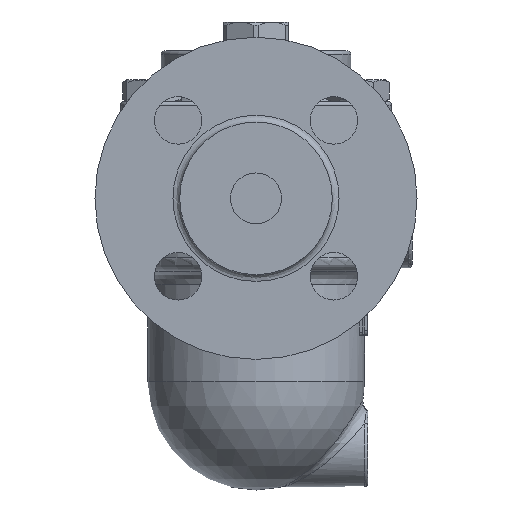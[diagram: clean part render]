
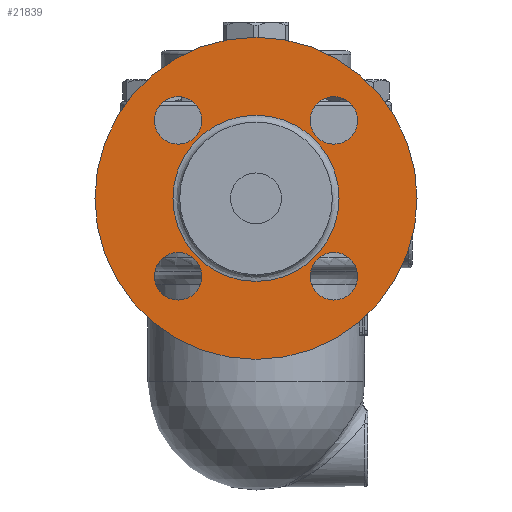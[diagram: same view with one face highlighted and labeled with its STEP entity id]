
A CAD part, left-side view. The second image highlights one B-rep face of the part: STEP entity #21839.
In plain terms, the highlighted planar face has unit normal (-1, 0, 0).
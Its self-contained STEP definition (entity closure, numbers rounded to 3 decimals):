
#21708=CARTESIAN_POINT('',(-70.,0.,44.));
#21709=VERTEX_POINT('',#21708);
#21710=CARTESIAN_POINT('',(-70.,0.0,-3.5));
#21711=DIRECTION('',(1.0,0.0,0.0));
#21712=DIRECTION('',(0.0,0.0,-1.0));
#21713=AXIS2_PLACEMENT_3D('',#21710,#21711,#21712);
#21714=CIRCLE('',#21713,47.5);
#21715=EDGE_CURVE('',#21709,#21709,#21714,.T.);
#21776=CARTESIAN_POINT('',(-70.,0.0,-3.5));
#21777=DIRECTION('',(1.0,0.0,0.0));
#21778=DIRECTION('',(0.0,0.0,-1.0));
#21779=AXIS2_PLACEMENT_3D('',#21776,#21777,#21778);
#21780=PLANE('',#21779);
#21781=ORIENTED_EDGE('',*,*,#21715,.F.);
#21782=EDGE_LOOP('',(#21781));
#21783=FACE_OUTER_BOUND('',#21782,.T.);
#21784=CARTESIAN_POINT('',(-70.0,22.981,-19.481));
#21785=VERTEX_POINT('',#21784);
#21786=CARTESIAN_POINT('',(-70.,22.981,-26.481));
#21787=DIRECTION('',(-1.0,0.0,0.0));
#21788=DIRECTION('',(0.0,1.0,0.0));
#21789=AXIS2_PLACEMENT_3D('',#21786,#21787,#21788);
#21790=CIRCLE('',#21789,7.);
#21791=EDGE_CURVE('',#21785,#21785,#21790,.T.);
#21792=ORIENTED_EDGE('',*,*,#21791,.F.);
#21793=EDGE_LOOP('',(#21792));
#21794=FACE_BOUND('',#21793,.T.);
#21795=CARTESIAN_POINT('',(-70.,0.,21.));
#21796=VERTEX_POINT('',#21795);
#21797=CARTESIAN_POINT('',(-70.,0.0,-3.5));
#21798=DIRECTION('',(-1.0,0.0,0.0));
#21799=DIRECTION('',(0.0,0.0,-1.0));
#21800=AXIS2_PLACEMENT_3D('',#21797,#21798,#21799);
#21801=CIRCLE('',#21800,24.5);
#21802=EDGE_CURVE('',#21796,#21796,#21801,.T.);
#21803=ORIENTED_EDGE('',*,*,#21802,.F.);
#21804=EDGE_LOOP('',(#21803));
#21805=FACE_BOUND('',#21804,.T.);
#21806=CARTESIAN_POINT('',(-70.0,-22.981,-19.481));
#21807=VERTEX_POINT('',#21806);
#21808=CARTESIAN_POINT('',(-70.,-22.981,-26.481));
#21809=DIRECTION('',(-1.0,0.0,0.0));
#21810=DIRECTION('',(0.0,0.0,-1.0));
#21811=AXIS2_PLACEMENT_3D('',#21808,#21809,#21810);
#21812=CIRCLE('',#21811,7.);
#21813=EDGE_CURVE('',#21807,#21807,#21812,.T.);
#21814=ORIENTED_EDGE('',*,*,#21813,.F.);
#21815=EDGE_LOOP('',(#21814));
#21816=FACE_BOUND('',#21815,.T.);
#21817=CARTESIAN_POINT('',(-70.,22.981,26.481));
#21818=VERTEX_POINT('',#21817);
#21819=CARTESIAN_POINT('',(-70.0,22.981,19.481));
#21820=DIRECTION('',(-1.0,0.0,0.0));
#21821=DIRECTION('',(0.0,0.0,1.0));
#21822=AXIS2_PLACEMENT_3D('',#21819,#21820,#21821);
#21823=CIRCLE('',#21822,7.);
#21824=EDGE_CURVE('',#21818,#21818,#21823,.T.);
#21825=ORIENTED_EDGE('',*,*,#21824,.F.);
#21826=EDGE_LOOP('',(#21825));
#21827=FACE_BOUND('',#21826,.T.);
#21828=CARTESIAN_POINT('',(-70.,-22.981,26.481));
#21829=VERTEX_POINT('',#21828);
#21830=CARTESIAN_POINT('',(-70.0,-22.981,19.481));
#21831=DIRECTION('',(-1.0,0.0,0.0));
#21832=DIRECTION('',(0.0,-1.0,0.0));
#21833=AXIS2_PLACEMENT_3D('',#21830,#21831,#21832);
#21834=CIRCLE('',#21833,7.);
#21835=EDGE_CURVE('',#21829,#21829,#21834,.T.);
#21836=ORIENTED_EDGE('',*,*,#21835,.F.);
#21837=EDGE_LOOP('',(#21836));
#21838=FACE_BOUND('',#21837,.T.);
#21839=ADVANCED_FACE('',(#21783,#21794,#21805,#21816,#21827,#21838),#21780,.F.);
